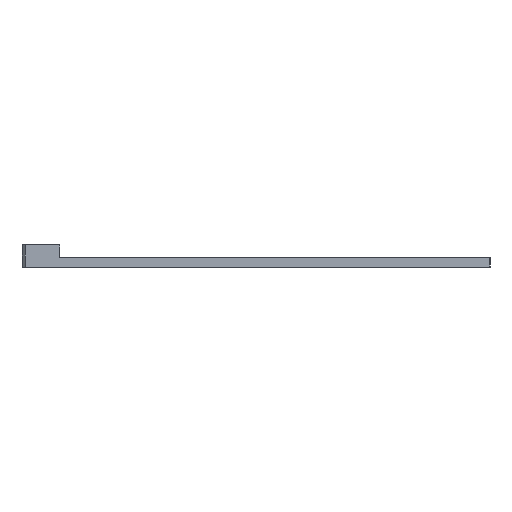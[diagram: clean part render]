
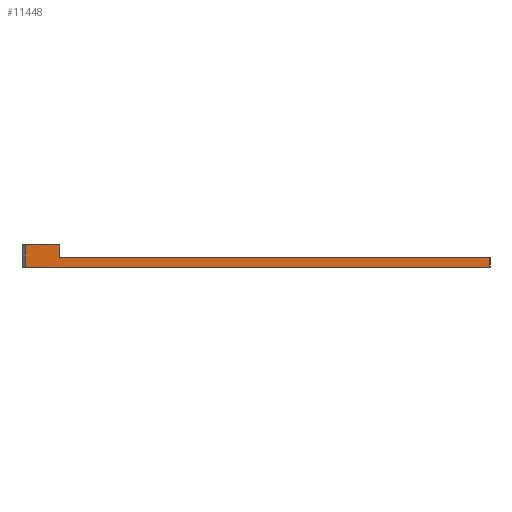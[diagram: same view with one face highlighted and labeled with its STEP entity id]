
A CAD part, left-side view. The second image highlights one B-rep face of the part: STEP entity #11448.
In plain terms, the highlighted planar face has unit normal (-1, 0, 0).
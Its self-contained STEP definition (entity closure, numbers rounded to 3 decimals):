
#710=PLANE('',#12004);
#1240=FACE_OUTER_BOUND('',#1859,.T.);
#1859=EDGE_LOOP('',(#10367,#10368,#10369,#10370,#10371,#10372));
#1973=LINE('',#14717,#3545);
#2487=LINE('',#15752,#4059);
#2490=LINE('',#15758,#4062);
#3515=LINE('',#17817,#5087);
#3516=LINE('',#17819,#5088);
#3517=LINE('',#17820,#5089);
#3545=VECTOR('',#12053,10.);
#4059=VECTOR('',#12577,10.);
#4062=VECTOR('',#12582,10.);
#5087=VECTOR('',#14645,10.);
#5088=VECTOR('',#14646,10.);
#5089=VECTOR('',#14647,10.);
#5127=VERTEX_POINT('',#14714);
#5128=VERTEX_POINT('',#14716);
#5644=VERTEX_POINT('',#15750);
#5646=VERTEX_POINT('',#15756);
#6161=VERTEX_POINT('',#17816);
#6162=VERTEX_POINT('',#17818);
#6189=EDGE_CURVE('',#5127,#5128,#1973,.T.);
#6707=EDGE_CURVE('',#5127,#5644,#2487,.T.);
#6710=EDGE_CURVE('',#5646,#5644,#2490,.T.);
#7739=EDGE_CURVE('',#6161,#5646,#3515,.T.);
#7740=EDGE_CURVE('',#6162,#6161,#3516,.T.);
#7741=EDGE_CURVE('',#5128,#6162,#3517,.T.);
#10367=ORIENTED_EDGE('',*,*,#7739,.F.);
#10368=ORIENTED_EDGE('',*,*,#7740,.F.);
#10369=ORIENTED_EDGE('',*,*,#7741,.F.);
#10370=ORIENTED_EDGE('',*,*,#6189,.F.);
#10371=ORIENTED_EDGE('',*,*,#6707,.T.);
#10372=ORIENTED_EDGE('',*,*,#6710,.F.);
#11448=ADVANCED_FACE('',(#1240),#710,.T.);
#12004=AXIS2_PLACEMENT_3D('',#17815,#14643,#14644);
#12053=DIRECTION('',(0.,-1.,0.));
#12577=DIRECTION('',(0.,0.,1.));
#12582=DIRECTION('',(0.,-1.,0.));
#14643=DIRECTION('center_axis',(-1.,0.,0.));
#14644=DIRECTION('ref_axis',(0.,1.,0.));
#14645=DIRECTION('',(0.,0.,1.));
#14646=DIRECTION('',(0.,1.,0.));
#14647=DIRECTION('',(0.,0.,-1.));
#14714=CARTESIAN_POINT('',(-92.5,165.,-40.));
#14716=CARTESIAN_POINT('',(-92.5,29.,-40.));
#14717=CARTESIAN_POINT('',(-92.5,176.,-40.));
#15750=CARTESIAN_POINT('',(-92.5,165.,-36.));
#15752=CARTESIAN_POINT('',(-92.5,165.,-40.));
#15756=CARTESIAN_POINT('',(-92.5,176.,-36.));
#15758=CARTESIAN_POINT('',(-92.5,-14.,-36.));
#17815=CARTESIAN_POINT('Origin',(-92.5,29.,-40.));
#17816=CARTESIAN_POINT('',(-92.5,176.,-43.));
#17817=CARTESIAN_POINT('',(-92.5,176.,-40.));
#17818=CARTESIAN_POINT('',(-92.5,29.,-43.));
#17819=CARTESIAN_POINT('',(-92.5,176.,-43.));
#17820=CARTESIAN_POINT('',(-92.5,29.,-40.));
